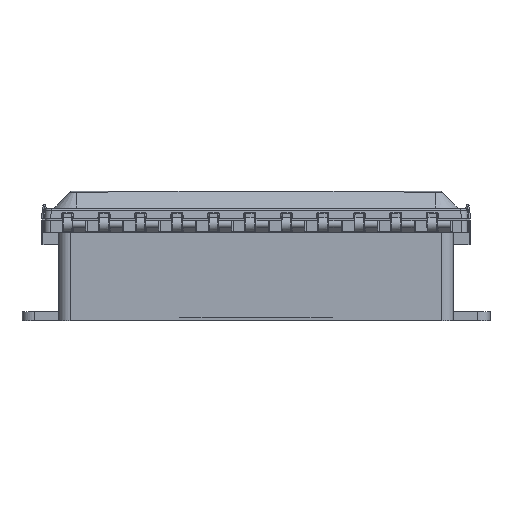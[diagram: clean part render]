
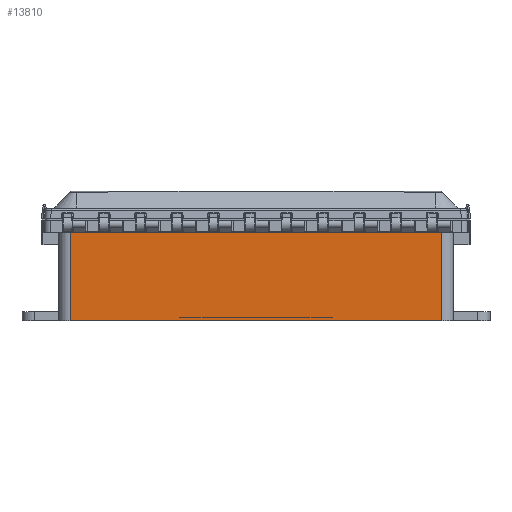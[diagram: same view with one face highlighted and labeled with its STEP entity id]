
A CAD part, left-side view. The second image highlights one B-rep face of the part: STEP entity #13810.
In plain terms, the highlighted planar face has unit normal (-1, 0, 0).
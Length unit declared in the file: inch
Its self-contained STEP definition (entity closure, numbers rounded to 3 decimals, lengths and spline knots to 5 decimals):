
#5799 = VERTEX_POINT ( 'NONE', #19515 ) ;
#7162 = DIRECTION ( 'NONE',  ( 0., 1., 0. ) ) ;
#7675 = EDGE_LOOP ( 'NONE', ( #51749, #38894, #45340, #39103 ) ) ;
#8385 = CARTESIAN_POINT ( 'NONE',  ( -7.12363, 7.64, -23.82021 ) ) ;
#9225 = EDGE_CURVE ( 'NONE', #5799, #42092, #22548, .T. ) ;
#9915 = EDGE_CURVE ( 'NONE', #5799, #21523, #14883, .T. ) ;
#10625 = VECTOR ( 'NONE', #27656, 39.37008 ) ;
#13786 = EDGE_CURVE ( 'NONE', #42092, #33026, #36856, .T. ) ;
#13810 = ADVANCED_FACE ( 'NONE', ( #16397 ), #33248, .F. ) ;
#13952 = VECTOR ( 'NONE', #52105, 39.37008 ) ;
#14883 = LINE ( 'NONE', #36722, #25932 ) ;
#15966 = CARTESIAN_POINT ( 'NONE',  ( -7.12363, -7.64, 1.42624 ) ) ;
#16397 = FACE_OUTER_BOUND ( 'NONE', #7675, .T. ) ;
#19515 = CARTESIAN_POINT ( 'NONE',  ( -7.12363, -7.64, -2.21376 ) ) ;
#20302 = AXIS2_PLACEMENT_3D ( 'NONE', #8385, #29400, #54523 ) ;
#21523 = VERTEX_POINT ( 'NONE', #30389 ) ;
#22548 = LINE ( 'NONE', #39386, #13952 ) ;
#25086 = CARTESIAN_POINT ( 'NONE',  ( -7.12363, 7.64, -23.82021 ) ) ;
#25932 = VECTOR ( 'NONE', #7162, 39.37008 ) ;
#27349 = VECTOR ( 'NONE', #54255, 39.37008 ) ;
#27656 = DIRECTION ( 'NONE',  ( 0., 0., 1. ) ) ;
#29400 = DIRECTION ( 'NONE',  ( 1., 0., 0. ) ) ;
#30389 = CARTESIAN_POINT ( 'NONE',  ( -7.12363, 7.64, -2.21376 ) ) ;
#33026 = VERTEX_POINT ( 'NONE', #44534 ) ;
#33248 = PLANE ( 'NONE',  #20302 ) ;
#36722 = CARTESIAN_POINT ( 'NONE',  ( -7.12363, 7.64, -2.21376 ) ) ;
#36856 = LINE ( 'NONE', #53708, #27349 ) ;
#37244 = LINE ( 'NONE', #25086, #10625 ) ;
#38894 = ORIENTED_EDGE ( 'NONE', *, *, #13786, .T. ) ;
#39103 = ORIENTED_EDGE ( 'NONE', *, *, #9915, .F. ) ;
#39386 = CARTESIAN_POINT ( 'NONE',  ( -7.12363, -7.64, -23.82021 ) ) ;
#40722 = EDGE_CURVE ( 'NONE', #21523, #33026, #37244, .T. ) ;
#42092 = VERTEX_POINT ( 'NONE', #15966 ) ;
#44534 = CARTESIAN_POINT ( 'NONE',  ( -7.12363, 7.64, 1.42624 ) ) ;
#45340 = ORIENTED_EDGE ( 'NONE', *, *, #40722, .F. ) ;
#51749 = ORIENTED_EDGE ( 'NONE', *, *, #9225, .T. ) ;
#52105 = DIRECTION ( 'NONE',  ( 0., 0., 1. ) ) ;
#53708 = CARTESIAN_POINT ( 'NONE',  ( -7.12363, 7.64, 1.42624 ) ) ;
#54255 = DIRECTION ( 'NONE',  ( 0., 1., 0. ) ) ;
#54523 = DIRECTION ( 'NONE',  ( 0., 1., 0. ) ) ;
